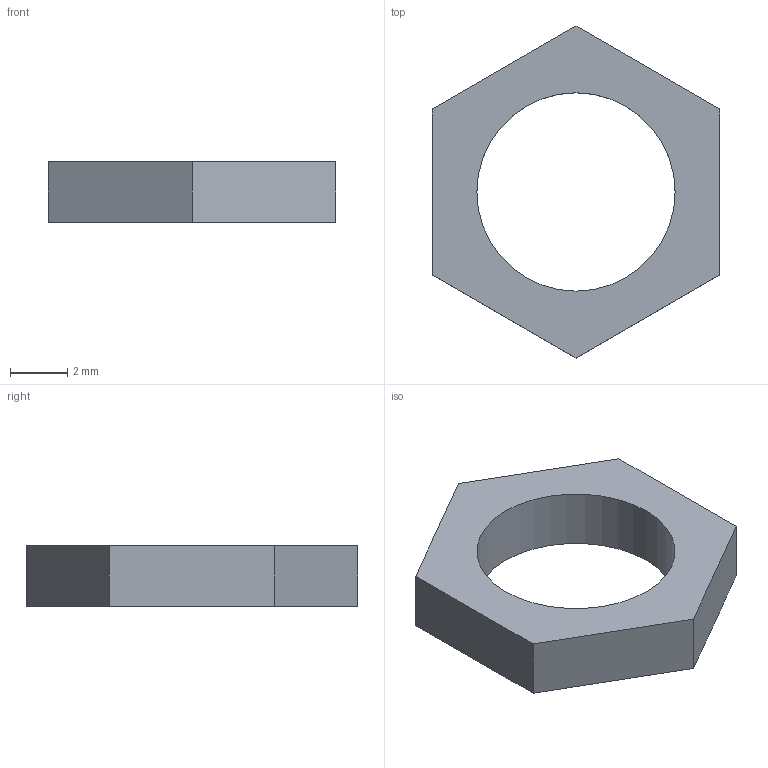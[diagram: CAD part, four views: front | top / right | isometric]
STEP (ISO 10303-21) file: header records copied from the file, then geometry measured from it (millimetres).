
FILE_DESCRIPTION((''),'2;1');
FILE_NAME('LUM 1502-02 Mutter.stp','2016-05-12T19:20:29',('Administrator'),(''),'Autodesk Inventor 2010','Autodesk Inventor 2010','');
FILE_SCHEMA(('AUTOMOTIVE_DESIGN { 1 2 10303 214 0 1 1 1 }'));
Length unit declared in the file: millimetre
Products named in the file (1): LUM 1502-02 Mutter
Bounding box: 10 x 11.55 x 2.1 mm (x, y, z)
Volume: 103.3 mm3; surface area: 216.7 mm2
Topology: 1 solids, 1 shells, 9 faces, 21 edges, 14 vertices
Faces by surface type: plane 8, cylinder 1
Full cylindrical faces by diameter (mm): 6.9 x1
Entity records: 282 total; most frequent: CARTESIAN_POINT 44, DIRECTION 42, ORIENTED_EDGE 40, EDGE_CURVE 20, VECTOR 18, LINE 18, VERTEX_POINT 14, AXIS2_PLACEMENT_3D 12
